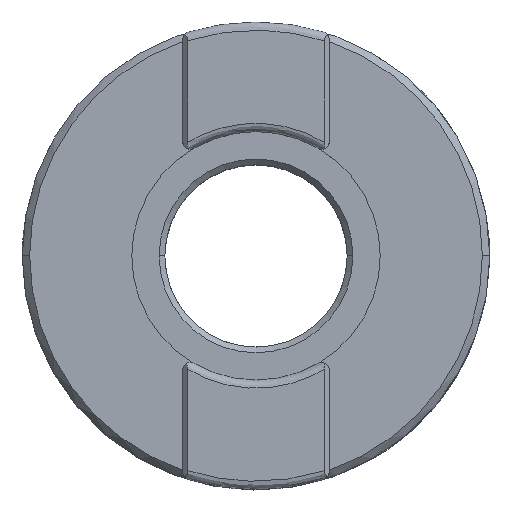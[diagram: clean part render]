
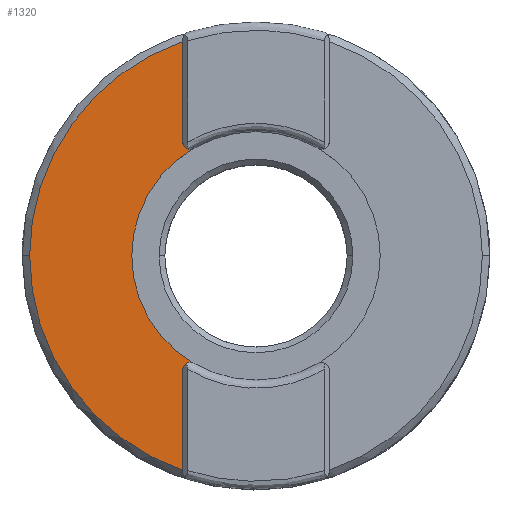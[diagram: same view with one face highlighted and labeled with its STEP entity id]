
A CAD part, top view. The second image highlights one B-rep face of the part: STEP entity #1320.
In plain terms, the highlighted planar face has unit normal (0, 0, 1).
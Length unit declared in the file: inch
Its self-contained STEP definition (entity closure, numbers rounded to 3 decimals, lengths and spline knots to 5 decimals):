
#48 = VERTEX_POINT ( 'NONE', #2858 ) ;
#118 = ORIENTED_EDGE ( 'NONE', *, *, #3051, .T. ) ;
#168 = VERTEX_POINT ( 'NONE', #3016 ) ;
#350 = CARTESIAN_POINT ( 'NONE',  ( -0.35098, 0., 1.05906 ) ) ;
#376 = EDGE_CURVE ( 'NONE', #1495, #48, #2886, .T. ) ;
#401 = AXIS2_PLACEMENT_3D ( 'NONE', #1211, #3213, #2615 ) ;
#402 = CARTESIAN_POINT ( 'NONE',  ( -0.35098, 1.02837, 1.05906 ) ) ;
#446 = DIRECTION ( 'NONE',  ( 1., 0., 0. ) ) ;
#580 = CIRCLE ( 'NONE', #2450, 0.03543 ) ;
#627 = DIRECTION ( 'NONE',  ( 0., 1., 0. ) ) ;
#646 = FACE_OUTER_BOUND ( 'NONE', #2703, .T. ) ;
#647 = CARTESIAN_POINT ( 'NONE',  ( -0.35098, -1.02837, 1.05906 ) ) ;
#700 = CARTESIAN_POINT ( 'NONE',  ( 0., 0., 1.05906 ) ) ;
#706 = EDGE_CURVE ( 'NONE', #1842, #1652, #3200, .T. ) ;
#769 = DIRECTION ( 'NONE',  ( 1., 0., 0. ) ) ;
#905 = LINE ( 'NONE', #2064, #2178 ) ;
#927 = LINE ( 'NONE', #350, #2731 ) ;
#987 = ORIENTED_EDGE ( 'NONE', *, *, #1944, .F. ) ;
#1001 = DIRECTION ( 'NONE',  ( 0., 0., -1. ) ) ;
#1059 = AXIS2_PLACEMENT_3D ( 'NONE', #3105, #1308, #446 ) ;
#1211 = CARTESIAN_POINT ( 'NONE',  ( 0., 0., 1.05906 ) ) ;
#1283 = DIRECTION ( 'NONE',  ( 0., 0., -1. ) ) ;
#1296 = DIRECTION ( 'NONE',  ( 1., 0., 0. ) ) ;
#1308 = DIRECTION ( 'NONE',  ( 0., 0., -1. ) ) ;
#1320 = ADVANCED_FACE ( 'NONE', ( #646 ), #2906, .T. ) ;
#1331 = DIRECTION ( 'NONE',  ( -1., 0., 0. ) ) ;
#1352 = EDGE_CURVE ( 'NONE', #3556, #3431, #580, .T. ) ;
#1388 = ORIENTED_EDGE ( 'NONE', *, *, #1904, .T. ) ;
#1400 = VERTEX_POINT ( 'NONE', #402 ) ;
#1438 = ORIENTED_EDGE ( 'NONE', *, *, #1352, .T. ) ;
#1495 = VERTEX_POINT ( 'NONE', #3343 ) ;
#1548 = AXIS2_PLACEMENT_3D ( 'NONE', #2720, #3547, #2146 ) ;
#1652 = VERTEX_POINT ( 'NONE', #1979 ) ;
#1721 = EDGE_CURVE ( 'NONE', #48, #3556, #3734, .T. ) ;
#1842 = VERTEX_POINT ( 'NONE', #647 ) ;
#1864 = CARTESIAN_POINT ( 'NONE',  ( -0.31555, 0.54746, 1.05906 ) ) ;
#1865 = EDGE_CURVE ( 'NONE', #1842, #168, #927, .T. ) ;
#1904 = EDGE_CURVE ( 'NONE', #3431, #1400, #905, .T. ) ;
#1944 = EDGE_CURVE ( 'NONE', #1652, #1400, #3038, .T. ) ;
#1979 = CARTESIAN_POINT ( 'NONE',  ( -1.08661, 0., 1.05906 ) ) ;
#2013 = CIRCLE ( 'NONE', #2081, 0.03543 ) ;
#2064 = CARTESIAN_POINT ( 'NONE',  ( -0.35098, 0., 1.05906 ) ) ;
#2081 = AXIS2_PLACEMENT_3D ( 'NONE', #3612, #1001, #769 ) ;
#2095 = ORIENTED_EDGE ( 'NONE', *, *, #376, .T. ) ;
#2117 = ORIENTED_EDGE ( 'NONE', *, *, #706, .F. ) ;
#2127 = DIRECTION ( 'NONE',  ( 0., 1., 0. ) ) ;
#2146 = DIRECTION ( 'NONE',  ( -1., 0., 0. ) ) ;
#2178 = VECTOR ( 'NONE', #627, 39.37008 ) ;
#2282 = CARTESIAN_POINT ( 'NONE',  ( -0.35098, 0.54746, 1.05906 ) ) ;
#2350 = ORIENTED_EDGE ( 'NONE', *, *, #1865, .T. ) ;
#2450 = AXIS2_PLACEMENT_3D ( 'NONE', #1864, #3607, #1296 ) ;
#2531 = ORIENTED_EDGE ( 'NONE', *, *, #1721, .T. ) ;
#2538 = DIRECTION ( 'NONE',  ( 0., 0., -1. ) ) ;
#2555 = CARTESIAN_POINT ( 'NONE',  ( 0., 0., 1.05906 ) ) ;
#2615 = DIRECTION ( 'NONE',  ( 1., 0., 0. ) ) ;
#2676 = AXIS2_PLACEMENT_3D ( 'NONE', #700, #1283, #1331 ) ;
#2703 = EDGE_LOOP ( 'NONE', ( #2117, #2350, #118, #2095, #2531, #1438, #1388, #987 ) ) ;
#2720 = CARTESIAN_POINT ( 'NONE',  ( 0., 0., 1.05906 ) ) ;
#2731 = VECTOR ( 'NONE', #2127, 39.37008 ) ;
#2858 = CARTESIAN_POINT ( 'NONE',  ( -0.59646, 0., 1.05906 ) ) ;
#2884 = AXIS2_PLACEMENT_3D ( 'NONE', #2555, #2538, #3743 ) ;
#2886 = CIRCLE ( 'NONE', #1059, 0.59646 ) ;
#2906 = PLANE ( 'NONE',  #401 ) ;
#2936 = CARTESIAN_POINT ( 'NONE',  ( -0.29786, 0.51676, 1.05906 ) ) ;
#3016 = CARTESIAN_POINT ( 'NONE',  ( -0.35098, -0.54746, 1.05906 ) ) ;
#3038 = CIRCLE ( 'NONE', #2676, 1.08661 ) ;
#3051 = EDGE_CURVE ( 'NONE', #168, #1495, #2013, .T. ) ;
#3105 = CARTESIAN_POINT ( 'NONE',  ( 0., 0., 1.05906 ) ) ;
#3200 = CIRCLE ( 'NONE', #1548, 1.08661 ) ;
#3213 = DIRECTION ( 'NONE',  ( 0., 0., 1. ) ) ;
#3343 = CARTESIAN_POINT ( 'NONE',  ( -0.29786, -0.51676, 1.05906 ) ) ;
#3431 = VERTEX_POINT ( 'NONE', #2282 ) ;
#3547 = DIRECTION ( 'NONE',  ( 0., 0., -1. ) ) ;
#3556 = VERTEX_POINT ( 'NONE', #2936 ) ;
#3607 = DIRECTION ( 'NONE',  ( 0., 0., -1. ) ) ;
#3612 = CARTESIAN_POINT ( 'NONE',  ( -0.31555, -0.54746, 1.05906 ) ) ;
#3734 = CIRCLE ( 'NONE', #2884, 0.59646 ) ;
#3743 = DIRECTION ( 'NONE',  ( 1., 0., 0. ) ) ;
